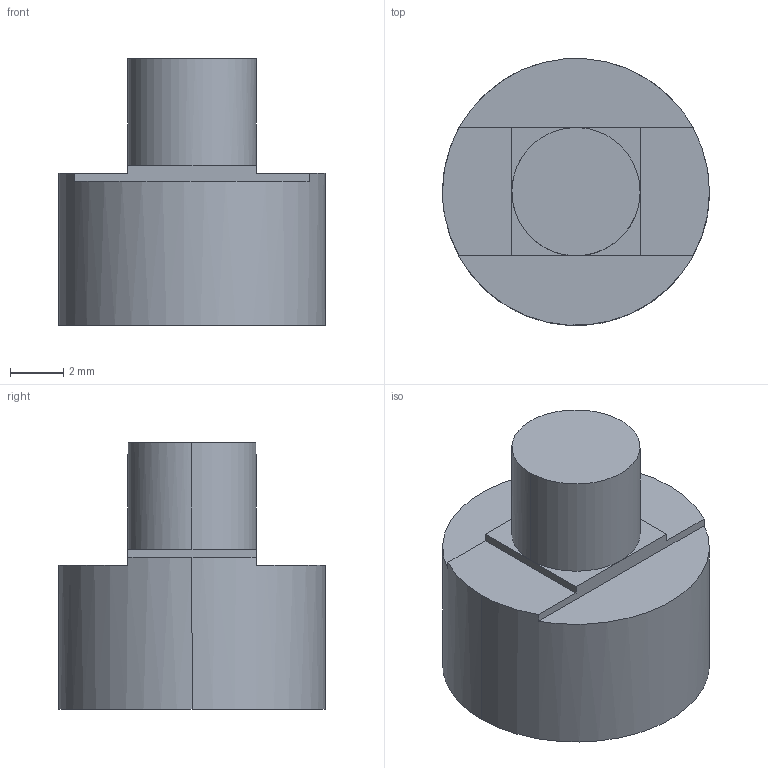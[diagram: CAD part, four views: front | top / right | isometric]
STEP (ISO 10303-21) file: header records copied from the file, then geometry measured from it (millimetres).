
FILE_DESCRIPTION(/* description */ (''),/* implementation_level */ '2;1');
FILE_NAME(/* name */ 'M5_0.3mm',/* time_stamp */ '2022-07-22T11:47:09+02:00',/* author */ (''),/* organization */ (''),/* preprocessor_version */ 'ST-DEVELOPER v16.5',/* originating_system */ 'Rhino 7.19',/* authorisation */ '');
FILE_SCHEMA (('CONFIG_CONTROL_DESIGN'));
Length unit declared in the file: millimetre
Products named in the file (1): Document
Bounding box: 10 x 9.98 x 10 mm (x, y, z)
Volume: 517.2 mm3; surface area: 401.1 mm2
Topology: 1 solids, 1 shells, 18 faces, 42 edges, 26 vertices
Faces by surface type: plane 14, cylinder 4
Entity records: 534 total; most frequent: CARTESIAN_POINT 158, ORIENTED_EDGE 84, EDGE_CURVE 42, VERTEX_POINT 26, B_SPLINE_CURVE_WITH_KNOTS 24, DIRECTION 22, AXIS2_PLACEMENT_3D 20, ADVANCED_FACE 18
